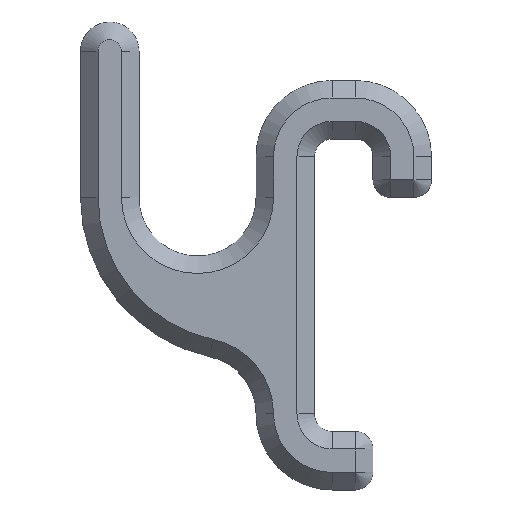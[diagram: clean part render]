
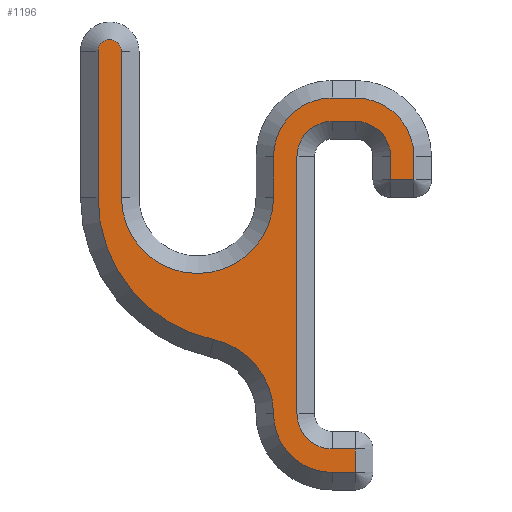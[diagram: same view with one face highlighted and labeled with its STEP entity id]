
A CAD part, top view. The second image highlights one B-rep face of the part: STEP entity #1196.
In plain terms, the highlighted free-form (B-spline) face has degree [1, 1] with [2, 2] control points.
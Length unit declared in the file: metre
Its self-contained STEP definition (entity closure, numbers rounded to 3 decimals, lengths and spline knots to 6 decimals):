
#24=B_SPLINE_SURFACE_WITH_KNOTS('',1,1,((#1826,#1827),(#1828,#1829)),
 .PLANE_SURF.,.F.,.F.,.F.,(2,2),(2,2),(0.,1.),(0.,1.),.UNSPECIFIED.);
#78=CIRCLE('',#1291,0.012408);
#79=CIRCLE('',#1292,0.0065);
#80=CIRCLE('',#1293,0.005);
#81=CIRCLE('',#1294,0.003);
#82=CIRCLE('',#1295,0.003);
#83=CIRCLE('',#1296,0.003);
#84=CIRCLE('',#1297,0.005);
#85=CIRCLE('',#1298,0.005);
#86=CIRCLE('',#1299,0.0065);
#87=CIRCLE('',#1300,0.001);
#202=ORIENTED_EDGE('',*,*,#524,.T.);
#203=ORIENTED_EDGE('',*,*,#525,.T.);
#204=ORIENTED_EDGE('',*,*,#526,.T.);
#205=ORIENTED_EDGE('',*,*,#527,.T.);
#206=ORIENTED_EDGE('',*,*,#528,.T.);
#207=ORIENTED_EDGE('',*,*,#529,.T.);
#208=ORIENTED_EDGE('',*,*,#530,.T.);
#209=ORIENTED_EDGE('',*,*,#531,.T.);
#210=ORIENTED_EDGE('',*,*,#532,.T.);
#211=ORIENTED_EDGE('',*,*,#533,.T.);
#212=ORIENTED_EDGE('',*,*,#534,.T.);
#213=ORIENTED_EDGE('',*,*,#535,.T.);
#214=ORIENTED_EDGE('',*,*,#536,.T.);
#215=ORIENTED_EDGE('',*,*,#537,.T.);
#216=ORIENTED_EDGE('',*,*,#538,.T.);
#217=ORIENTED_EDGE('',*,*,#539,.T.);
#218=ORIENTED_EDGE('',*,*,#540,.T.);
#219=ORIENTED_EDGE('',*,*,#541,.T.);
#220=ORIENTED_EDGE('',*,*,#542,.T.);
#221=ORIENTED_EDGE('',*,*,#543,.T.);
#222=ORIENTED_EDGE('',*,*,#544,.T.);
#223=ORIENTED_EDGE('',*,*,#545,.T.);
#524=EDGE_CURVE('',#672,#673,#766,.T.);
#525=EDGE_CURVE('',#673,#674,#78,.T.);
#526=EDGE_CURVE('',#674,#675,#79,.F.);
#527=EDGE_CURVE('',#675,#676,#80,.T.);
#528=EDGE_CURVE('',#676,#677,#767,.T.);
#529=EDGE_CURVE('',#677,#678,#768,.T.);
#530=EDGE_CURVE('',#678,#679,#769,.T.);
#531=EDGE_CURVE('',#679,#680,#81,.F.);
#532=EDGE_CURVE('',#680,#681,#770,.T.);
#533=EDGE_CURVE('',#681,#682,#82,.F.);
#534=EDGE_CURVE('',#682,#683,#771,.T.);
#535=EDGE_CURVE('',#683,#684,#83,.F.);
#536=EDGE_CURVE('',#684,#685,#772,.T.);
#537=EDGE_CURVE('',#685,#686,#773,.T.);
#538=EDGE_CURVE('',#686,#687,#774,.T.);
#539=EDGE_CURVE('',#687,#688,#84,.T.);
#540=EDGE_CURVE('',#688,#689,#775,.T.);
#541=EDGE_CURVE('',#689,#690,#85,.T.);
#542=EDGE_CURVE('',#690,#691,#776,.T.);
#543=EDGE_CURVE('',#691,#692,#86,.F.);
#544=EDGE_CURVE('',#692,#693,#777,.T.);
#545=EDGE_CURVE('',#693,#672,#87,.T.);
#672=VERTEX_POINT('',#1831);
#673=VERTEX_POINT('',#1832);
#674=VERTEX_POINT('',#1834);
#675=VERTEX_POINT('',#1836);
#676=VERTEX_POINT('',#1838);
#677=VERTEX_POINT('',#1840);
#678=VERTEX_POINT('',#1842);
#679=VERTEX_POINT('',#1844);
#680=VERTEX_POINT('',#1846);
#681=VERTEX_POINT('',#1848);
#682=VERTEX_POINT('',#1850);
#683=VERTEX_POINT('',#1852);
#684=VERTEX_POINT('',#1854);
#685=VERTEX_POINT('',#1856);
#686=VERTEX_POINT('',#1858);
#687=VERTEX_POINT('',#1860);
#688=VERTEX_POINT('',#1862);
#689=VERTEX_POINT('',#1864);
#690=VERTEX_POINT('',#1866);
#691=VERTEX_POINT('',#1868);
#692=VERTEX_POINT('',#1870);
#693=VERTEX_POINT('',#1872);
#766=LINE('',#1830,#892);
#767=LINE('',#1839,#893);
#768=LINE('',#1841,#894);
#769=LINE('',#1843,#895);
#770=LINE('',#1847,#896);
#771=LINE('',#1851,#897);
#772=LINE('',#1855,#898);
#773=LINE('',#1857,#899);
#774=LINE('',#1859,#900);
#775=LINE('',#1863,#901);
#776=LINE('',#1867,#902);
#777=LINE('',#1871,#903);
#892=VECTOR('',#1419,1.);
#893=VECTOR('',#1426,1.);
#894=VECTOR('',#1427,1.);
#895=VECTOR('',#1428,1.);
#896=VECTOR('',#1431,1.);
#897=VECTOR('',#1434,1.);
#898=VECTOR('',#1437,1.);
#899=VECTOR('',#1438,1.);
#900=VECTOR('',#1439,1.);
#901=VECTOR('',#1442,1.);
#902=VECTOR('',#1445,1.);
#903=VECTOR('',#1448,1.);
#994=EDGE_LOOP('',(#202,#203,#204,#205,#206,#207,#208,#209,#210,#211,#212,
#213,#214,#215,#216,#217,#218,#219,#220,#221,#222,#223));
#1074=FACE_BOUND('',#994,.T.);
#1196=ADVANCED_FACE('',(#1074),#24,.T.);
#1291=AXIS2_PLACEMENT_3D('',#1833,#1420,#1421);
#1292=AXIS2_PLACEMENT_3D('',#1835,#1422,#1423);
#1293=AXIS2_PLACEMENT_3D('',#1837,#1424,#1425);
#1294=AXIS2_PLACEMENT_3D('',#1845,#1429,#1430);
#1295=AXIS2_PLACEMENT_3D('',#1849,#1432,#1433);
#1296=AXIS2_PLACEMENT_3D('',#1853,#1435,#1436);
#1297=AXIS2_PLACEMENT_3D('',#1861,#1440,#1441);
#1298=AXIS2_PLACEMENT_3D('',#1865,#1443,#1444);
#1299=AXIS2_PLACEMENT_3D('',#1869,#1446,#1447);
#1300=AXIS2_PLACEMENT_3D('',#1873,#1449,#1450);
#1419=DIRECTION('',(0.,-1.,0.));
#1420=DIRECTION('',(0.,0.,1.));
#1421=DIRECTION('',(1.,0.,0.));
#1422=DIRECTION('',(0.,0.,1.));
#1423=DIRECTION('',(1.,0.,0.));
#1424=DIRECTION('',(0.,0.,1.));
#1425=DIRECTION('',(1.,0.,0.));
#1426=DIRECTION('',(1.,0.,0.));
#1427=DIRECTION('',(0.,1.,0.));
#1428=DIRECTION('',(-1.,0.,0.));
#1429=DIRECTION('',(0.,0.,1.));
#1430=DIRECTION('',(1.,0.,0.));
#1431=DIRECTION('',(0.,1.,0.));
#1432=DIRECTION('',(0.,0.,1.));
#1433=DIRECTION('',(1.,0.,0.));
#1434=DIRECTION('',(1.,0.,0.));
#1435=DIRECTION('',(0.,0.,1.));
#1436=DIRECTION('',(1.,0.,0.));
#1437=DIRECTION('',(0.,-1.,0.));
#1438=DIRECTION('',(1.,0.,0.));
#1439=DIRECTION('',(0.,1.,0.));
#1440=DIRECTION('',(0.,0.,1.));
#1441=DIRECTION('',(1.,0.,0.));
#1442=DIRECTION('',(-1.,0.,0.));
#1443=DIRECTION('',(0.,0.,1.));
#1444=DIRECTION('',(1.,0.,0.));
#1445=DIRECTION('',(0.,-1.,0.));
#1446=DIRECTION('',(0.,0.,1.));
#1447=DIRECTION('',(1.,0.,0.));
#1448=DIRECTION('',(0.,1.,0.));
#1449=DIRECTION('',(0.,0.,1.));
#1450=DIRECTION('',(1.,0.,0.));
#1826=CARTESIAN_POINT('',(-0.00985,-0.020361,0.005));
#1827=CARTESIAN_POINT('',(-0.00985,0.020583,0.005));
#1828=CARTESIAN_POINT('',(0.01985,-0.020361,0.005));
#1829=CARTESIAN_POINT('',(0.01985,0.020583,0.005));
#1830=CARTESIAN_POINT('',(-0.0085,0.,0.005));
#1831=CARTESIAN_POINT('',(-0.0085,0.0175,0.005));
#1832=CARTESIAN_POINT('',(-0.0085,0.005,0.005));
#1833=CARTESIAN_POINT('',(0.003908,0.005,0.005));
#1834=CARTESIAN_POINT('',(0.001344,-0.00714,0.005));
#1835=CARTESIAN_POINT('',(0.,-0.0135,0.005));
#1836=CARTESIAN_POINT('',(0.0065,-0.0135,0.005));
#1837=CARTESIAN_POINT('',(0.0115,-0.0135,0.005));
#1838=CARTESIAN_POINT('',(0.0115,-0.0185,0.005));
#1839=CARTESIAN_POINT('',(0.005,-0.0185,0.005));
#1840=CARTESIAN_POINT('',(0.0135,-0.0185,0.005));
#1841=CARTESIAN_POINT('',(0.0135,0.,0.005));
#1842=CARTESIAN_POINT('',(0.0135,-0.0165,0.005));
#1843=CARTESIAN_POINT('',(0.005,-0.0165,0.005));
#1844=CARTESIAN_POINT('',(0.0115,-0.0165,0.005));
#1845=CARTESIAN_POINT('',(0.0115,-0.0135,0.005));
#1846=CARTESIAN_POINT('',(0.0085,-0.0135,0.005));
#1847=CARTESIAN_POINT('',(0.0085,0.,0.005));
#1848=CARTESIAN_POINT('',(0.0085,0.0085,0.005));
#1849=CARTESIAN_POINT('',(0.0115,0.0085,0.005));
#1850=CARTESIAN_POINT('',(0.0115,0.0115,0.005));
#1851=CARTESIAN_POINT('',(0.005,0.0115,0.005));
#1852=CARTESIAN_POINT('',(0.0135,0.0115,0.005));
#1853=CARTESIAN_POINT('',(0.0135,0.0085,0.005));
#1854=CARTESIAN_POINT('',(0.0165,0.0085,0.005));
#1855=CARTESIAN_POINT('',(0.0165,0.,0.005));
#1856=CARTESIAN_POINT('',(0.0165,0.0065,0.005));
#1857=CARTESIAN_POINT('',(0.005,0.0065,0.005));
#1858=CARTESIAN_POINT('',(0.0185,0.0065,0.005));
#1859=CARTESIAN_POINT('',(0.0185,0.,0.005));
#1860=CARTESIAN_POINT('',(0.0185,0.0085,0.005));
#1861=CARTESIAN_POINT('',(0.0135,0.0085,0.005));
#1862=CARTESIAN_POINT('',(0.0135,0.0135,0.005));
#1863=CARTESIAN_POINT('',(0.005,0.0135,0.005));
#1864=CARTESIAN_POINT('',(0.0115,0.0135,0.005));
#1865=CARTESIAN_POINT('',(0.0115,0.0085,0.005));
#1866=CARTESIAN_POINT('',(0.0065,0.0085,0.005));
#1867=CARTESIAN_POINT('',(0.0065,0.,0.005));
#1868=CARTESIAN_POINT('',(0.0065,0.005,0.005));
#1869=CARTESIAN_POINT('',(0.,0.005,0.005));
#1870=CARTESIAN_POINT('',(-0.0065,0.005,0.005));
#1871=CARTESIAN_POINT('',(-0.0065,0.,0.005));
#1872=CARTESIAN_POINT('',(-0.0065,0.0175,0.005));
#1873=CARTESIAN_POINT('',(-0.0075,0.0175,0.005));
